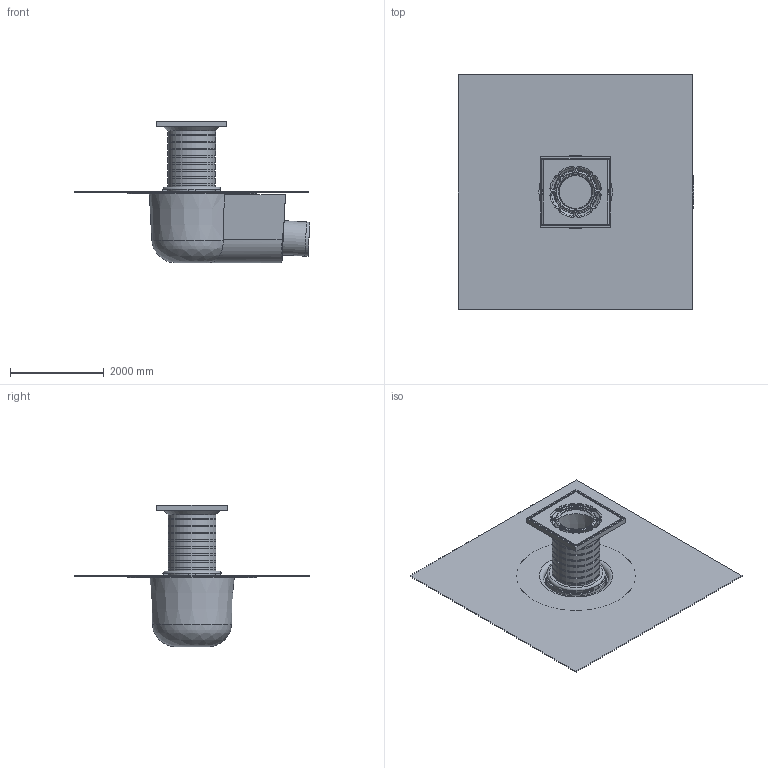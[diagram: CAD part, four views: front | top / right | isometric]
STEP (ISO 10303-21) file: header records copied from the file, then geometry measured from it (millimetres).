
FILE_DESCRIPTION(/* description */ (''),/* implementation_level */ '2;1');
FILE_NAME(/* name */ '16322.070X_3D.stp',/* time_stamp */ '2025-01-06T10:02:41+01:00',/* author */ ('c.rudolph'),/* organization */ (''),/* preprocessor_version */ 'ST-DEVELOPER v20',/* originating_system */ 'AutoCAD Mechanical',/* authorisation */ '');
FILE_SCHEMA (('AUTOMOTIVE_DESIGN { 1 0 10303 214 3 1 1 }'));
Length unit declared in the file: centimetre
Products named in the file (2): Product; *S0
Assembly tree (1 placements, depth 2):
  Product
    *S0
Bounding box: 5018.78 x 5000 x 3010.54 mm (x, y, z)
Volume: 3646345995.4 mm3; surface area: 135733557.3 mm2
Topology: 14 solids, 15 shells, 539 faces, 1286 edges, 815 vertices
Faces by surface type: plane 186, cylinder 174, torus 113, cone 57, sphere 8, bspline 1
Full cylindrical faces by diameter (mm): 35 x4, 40 x6, 80 x6, 100 x2, 698 x2, 730 x4, 750 x1, 780 x1, 960 x1, 1010 x8, 1020 x11, 1024 x1, 1150 x1, 1160 x2, 1200 x3, 1280 x1, 1330 x2, 1400 x2, 1430 x2, 1460 x2
Entity records: 17393 total; most frequent: CARTESIAN_POINT 4324, DIRECTION 2965, ORIENTED_EDGE 2568, EDGE_CURVE 1284, AXIS2_PLACEMENT_3D 1262, VERTEX_POINT 811, CIRCLE 695, EDGE_LOOP 625
